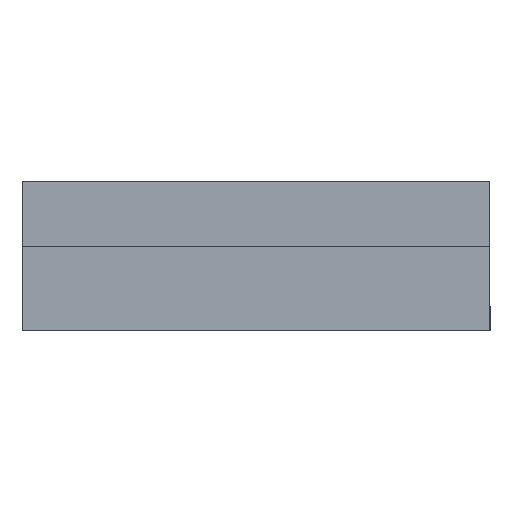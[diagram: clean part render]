
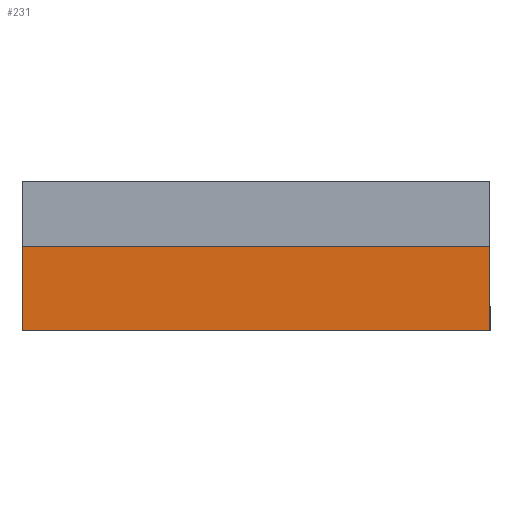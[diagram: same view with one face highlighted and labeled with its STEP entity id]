
A CAD part, left-side view. The second image highlights one B-rep face of the part: STEP entity #231.
In plain terms, the highlighted planar face has unit normal (-1, 0, 0).
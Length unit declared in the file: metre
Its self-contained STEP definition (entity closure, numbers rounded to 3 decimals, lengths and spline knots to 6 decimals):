
#54=ORIENTED_EDGE('',*,*,#88,.T.);
#55=ORIENTED_EDGE('',*,*,#75,.F.);
#56=ORIENTED_EDGE('',*,*,#87,.F.);
#57=ORIENTED_EDGE('',*,*,#96,.T.);
#75=EDGE_CURVE('',#105,#102,#125,.T.);
#87=EDGE_CURVE('',#115,#105,#137,.T.);
#88=EDGE_CURVE('',#116,#102,#138,.T.);
#96=EDGE_CURVE('',#115,#116,#146,.T.);
#102=VERTEX_POINT('',#323);
#105=VERTEX_POINT('',#328);
#115=VERTEX_POINT('',#352);
#116=VERTEX_POINT('',#356);
#125=LINE('',#329,#155);
#137=LINE('',#353,#167);
#138=LINE('',#355,#168);
#146=LINE('',#371,#176);
#155=VECTOR('',#269,1.);
#167=VECTOR('',#285,1.);
#168=VECTOR('',#288,1.);
#176=VECTOR('',#304,1.);
#191=EDGE_LOOP('',(#54,#55,#56,#57));
#205=FACE_BOUND('',#191,.T.);
#218=PLANE('',#257);
#231=ADVANCED_FACE('',(#205),#218,.F.);
#257=AXIS2_PLACEMENT_3D('',#372,#305,#306);
#269=DIRECTION('',(0.,1.,0.));
#285=DIRECTION('',(0.,0.,-1.));
#288=DIRECTION('',(0.,0.,-1.));
#304=DIRECTION('',(0.,1.,0.));
#305=DIRECTION('',(1.,0.,0.));
#306=DIRECTION('',(0.,0.,-1.));
#323=CARTESIAN_POINT('',(0.05406,0.,0.));
#328=CARTESIAN_POINT('',(0.05406,-0.05,0.));
#329=CARTESIAN_POINT('',(0.05406,-0.05,0.));
#352=CARTESIAN_POINT('',(0.05406,-0.05,0.010514));
#353=CARTESIAN_POINT('',(0.05406,-0.05,0.005257));
#355=CARTESIAN_POINT('',(0.05406,0.,0.005257));
#356=CARTESIAN_POINT('',(0.05406,0.,0.010514));
#371=CARTESIAN_POINT('',(0.05406,-0.05,0.010514));
#372=CARTESIAN_POINT('',(0.05406,-0.05,0.005257));
